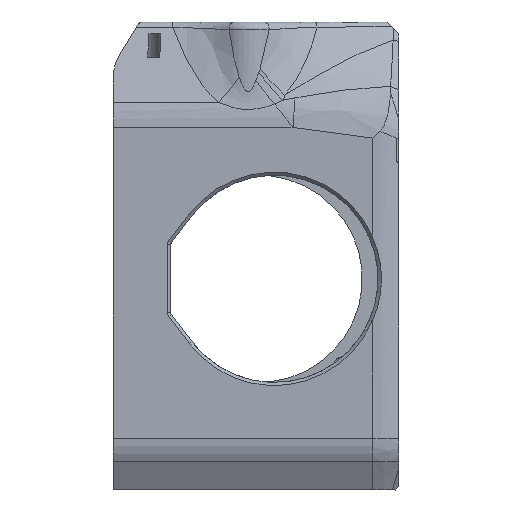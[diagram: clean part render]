
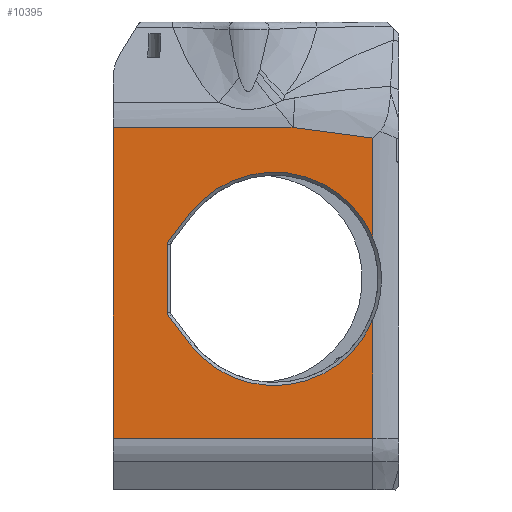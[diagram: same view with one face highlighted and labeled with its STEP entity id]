
A CAD part, left-side view. The second image highlights one B-rep face of the part: STEP entity #10395.
In plain terms, the highlighted planar face has unit normal (-1, 0, 0).
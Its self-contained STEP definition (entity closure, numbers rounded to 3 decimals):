
#895=B_SPLINE_CURVE_WITH_KNOTS('',3,(#38282,#38283,#38284,#38285,#38286,
#38287,#38288,#38289,#38290,#38291,#38292,#38293,#38294,#38295,#38296,#38297,
#38298,#38299,#38300,#38301,#38302,#38303),.UNSPECIFIED.,.F.,.F.,(4,3,3,
3,3,3,3,4),(0.004,0.008,0.009,
0.009,0.011,0.012,0.012,
0.015),.UNSPECIFIED.);
#1285=CIRCLE('',#11103,0.8);
#1287=CIRCLE('',#11107,0.8);
#1289=CIRCLE('',#11111,13.65);
#1292=CIRCLE('',#11115,13.65);
#1880=FACE_OUTER_BOUND('',#2500,.T.);
#2500=EDGE_LOOP('',(#8694,#8695,#8696,#8697,#8698,#8699,#8700,#8701,#8702,
#8703,#8704,#8705,#8706));
#3026=LINE('',#32818,#3633);
#3029=LINE('',#32829,#3636);
#3033=LINE('',#32841,#3640);
#3089=LINE('',#38520,#3696);
#3103=LINE('',#38552,#3710);
#3104=LINE('',#38554,#3711);
#3105=LINE('',#38555,#3712);
#3106=LINE('',#38556,#3713);
#3633=VECTOR('',#12748,1000.);
#3636=VECTOR('',#12759,1000.);
#3640=VECTOR('',#12771,1000.);
#3696=VECTOR('',#12959,1000.);
#3710=VECTOR('',#12989,1000.);
#3711=VECTOR('',#12990,1000.);
#3712=VECTOR('',#12991,1000.);
#3713=VECTOR('',#12992,1000.);
#4587=VERTEX_POINT('',#32811);
#4590=VERTEX_POINT('',#32816);
#4592=VERTEX_POINT('',#32821);
#4594=VERTEX_POINT('',#32827);
#4596=VERTEX_POINT('',#32833);
#4598=VERTEX_POINT('',#32839);
#4599=VERTEX_POINT('',#32844);
#4602=VERTEX_POINT('',#32852);
#4678=VERTEX_POINT('',#38279);
#4679=VERTEX_POINT('',#38281);
#4686=VERTEX_POINT('',#38518);
#4687=VERTEX_POINT('',#38519);
#4698=VERTEX_POINT('',#38553);
#5934=EDGE_CURVE('',#4587,#4590,#3026,.T.);
#5936=EDGE_CURVE('',#4590,#4592,#1285,.T.);
#5939=EDGE_CURVE('',#4592,#4594,#3029,.T.);
#5942=EDGE_CURVE('',#4594,#4596,#1287,.T.);
#5945=EDGE_CURVE('',#4596,#4598,#3033,.T.);
#5947=EDGE_CURVE('',#4598,#4599,#1289,.T.);
#5951=EDGE_CURVE('',#4602,#4587,#1292,.T.);
#6078=EDGE_CURVE('',#4679,#4678,#895,.T.);
#6088=EDGE_CURVE('',#4686,#4687,#3089,.T.);
#6105=EDGE_CURVE('',#4599,#4679,#3103,.T.);
#6106=EDGE_CURVE('',#4698,#4678,#3104,.T.);
#6107=EDGE_CURVE('',#4686,#4698,#3105,.T.);
#6108=EDGE_CURVE('',#4687,#4602,#3106,.T.);
#8694=ORIENTED_EDGE('',*,*,#6105,.T.);
#8695=ORIENTED_EDGE('',*,*,#6078,.T.);
#8696=ORIENTED_EDGE('',*,*,#6106,.F.);
#8697=ORIENTED_EDGE('',*,*,#6107,.F.);
#8698=ORIENTED_EDGE('',*,*,#6088,.T.);
#8699=ORIENTED_EDGE('',*,*,#6108,.T.);
#8700=ORIENTED_EDGE('',*,*,#5951,.T.);
#8701=ORIENTED_EDGE('',*,*,#5934,.T.);
#8702=ORIENTED_EDGE('',*,*,#5936,.T.);
#8703=ORIENTED_EDGE('',*,*,#5939,.T.);
#8704=ORIENTED_EDGE('',*,*,#5942,.T.);
#8705=ORIENTED_EDGE('',*,*,#5945,.T.);
#8706=ORIENTED_EDGE('',*,*,#5947,.T.);
#9916=PLANE('',#11183);
#10395=ADVANCED_FACE('',(#1880),#9916,.F.);
#11103=AXIS2_PLACEMENT_3D('',#32823,#12752,#12753);
#11107=AXIS2_PLACEMENT_3D('',#32835,#12764,#12765);
#11111=AXIS2_PLACEMENT_3D('',#32845,#12775,#12776);
#11115=AXIS2_PLACEMENT_3D('',#32853,#12784,#12785);
#11183=AXIS2_PLACEMENT_3D('',#38551,#12987,#12988);
#12748=DIRECTION('',(0.,0.793,-0.609));
#12752=DIRECTION('center_axis',(1.,0.,0.));
#12753=DIRECTION('ref_axis',(0.,1.,0.));
#12759=DIRECTION('',(0.,1.,0.));
#12764=DIRECTION('center_axis',(1.,0.,0.));
#12765=DIRECTION('ref_axis',(0.,1.,0.));
#12771=DIRECTION('',(0.,0.793,0.609));
#12775=DIRECTION('center_axis',(1.,0.,0.));
#12776=DIRECTION('ref_axis',(0.,1.,0.));
#12784=DIRECTION('center_axis',(1.,0.,0.));
#12785=DIRECTION('ref_axis',(0.,1.,0.));
#12959=DIRECTION('',(0.,0.,1.));
#12987=DIRECTION('center_axis',(1.,0.,0.));
#12988=DIRECTION('ref_axis',(0.,1.,0.));
#12989=DIRECTION('',(0.,1.,0.));
#12990=DIRECTION('',(0.,0.,1.));
#12991=DIRECTION('',(0.,1.,0.));
#12992=DIRECTION('',(0.,1.,0.));
#32811=CARTESIAN_POINT('',(-26.5,-41.16,-10.197));
#32816=CARTESIAN_POINT('',(-26.5,-37.699,-12.852));
#32818=CARTESIAN_POINT('',(-26.5,-37.896,-12.701));
#32821=CARTESIAN_POINT('',(-26.5,-37.212,-13.017));
#32823=CARTESIAN_POINT('Origin',(-26.5,-37.212,-12.217));
#32827=CARTESIAN_POINT('',(-26.5,-28.488,-13.017));
#32829=CARTESIAN_POINT('',(-26.5,-14.85,-13.017));
#32833=CARTESIAN_POINT('',(-26.5,-28.001,-12.852));
#32835=CARTESIAN_POINT('Origin',(-26.5,-28.488,-12.217));
#32839=CARTESIAN_POINT('',(-26.5,-24.54,-10.197));
#32841=CARTESIAN_POINT('',(-26.5,-5.146,4.686));
#32844=CARTESIAN_POINT('',(-26.5,-27.497,13.189));
#32845=CARTESIAN_POINT('Origin',(-26.5,-32.85,0.633));
#32852=CARTESIAN_POINT('',(-26.5,-38.203,13.189));
#32853=CARTESIAN_POINT('Origin',(-26.5,-32.85,0.633));
#38279=CARTESIAN_POINT('',(-26.5,-13.491,3.02));
#38281=CARTESIAN_POINT('',(-26.5,-14.844,13.189));
#38282=CARTESIAN_POINT('Ctrl Pts',(-26.5,-14.844,13.189));
#38283=CARTESIAN_POINT('Ctrl Pts',(-26.5,-14.646,12.111));
#38284=CARTESIAN_POINT('Ctrl Pts',(-26.5,-14.464,
11.03));
#38285=CARTESIAN_POINT('Ctrl Pts',(-26.5,-14.297,
9.947));
#38286=CARTESIAN_POINT('Ctrl Pts',(-26.5,-14.239,
9.576));
#38287=CARTESIAN_POINT('Ctrl Pts',(-26.5,-14.184,
9.204));
#38288=CARTESIAN_POINT('Ctrl Pts',(-26.5,-14.131,
8.832));
#38289=CARTESIAN_POINT('Ctrl Pts',(-26.5,-14.097,
8.596));
#38290=CARTESIAN_POINT('Ctrl Pts',(-26.5,-14.063,
8.36));
#38291=CARTESIAN_POINT('Ctrl Pts',(-26.5,-14.031,
8.124));
#38292=CARTESIAN_POINT('Ctrl Pts',(-26.5,-13.949,
7.523));
#38293=CARTESIAN_POINT('Ctrl Pts',(-26.5,-13.871,
6.921));
#38294=CARTESIAN_POINT('Ctrl Pts',(-26.5,-13.801,6.318));
#38295=CARTESIAN_POINT('Ctrl Pts',(-26.5,-13.786,
6.19));
#38296=CARTESIAN_POINT('Ctrl Pts',(-26.5,-13.771,
6.062));
#38297=CARTESIAN_POINT('Ctrl Pts',(-26.5,-13.756,
5.934));
#38298=CARTESIAN_POINT('Ctrl Pts',(-26.5,-13.743,5.816));
#38299=CARTESIAN_POINT('Ctrl Pts',(-26.5,-13.73,5.697));
#38300=CARTESIAN_POINT('Ctrl Pts',(-26.5,-13.717,
5.579));
#38301=CARTESIAN_POINT('Ctrl Pts',(-26.5,-13.625,
4.728));
#38302=CARTESIAN_POINT('Ctrl Pts',(-26.5,-13.547,3.876));
#38303=CARTESIAN_POINT('Ctrl Pts',(-26.5,-13.491,3.02));
#38518=CARTESIAN_POINT('',(-26.5,-53.242,-19.957));
#38519=CARTESIAN_POINT('',(-26.5,-53.242,13.189));
#38520=CARTESIAN_POINT('',(-26.5,-53.242,13.189));
#38551=CARTESIAN_POINT('Origin',(-26.5,-14.85,17.333));
#38552=CARTESIAN_POINT('',(-26.5,-18.259,13.189));
#38553=CARTESIAN_POINT('',(-26.5,-13.491,-19.957));
#38554=CARTESIAN_POINT('',(-26.5,-13.491,-17.667));
#38555=CARTESIAN_POINT('',(-26.5,-53.242,-19.957));
#38556=CARTESIAN_POINT('',(-26.5,-18.259,13.189));
